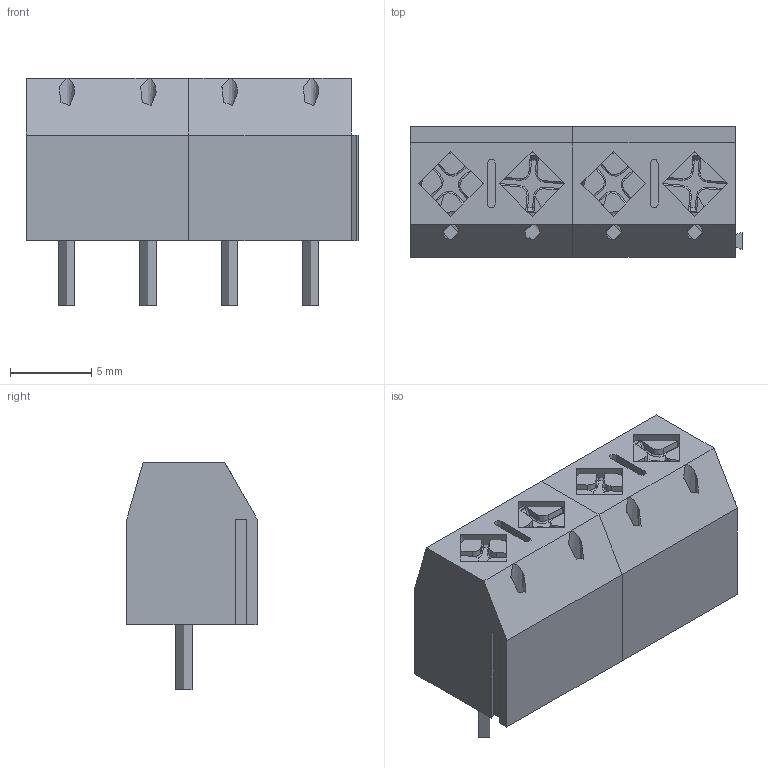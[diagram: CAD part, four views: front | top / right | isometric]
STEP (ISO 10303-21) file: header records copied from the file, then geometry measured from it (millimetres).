
FILE_DESCRIPTION(('FreeCAD Model'),'2;1');
FILE_NAME('2er_Buchse_sp.step', '2020-07-29T13:11:48',('kicad StepUp'),('ksu MCAD'), 'Open CASCADE STEP processor 7.3','FreeCAD','Unknown');
FILE_SCHEMA(('AUTOMOTIVE_DESIGN { 1 0 10303 214 1 1 1 1 }'));
Length unit declared in the file: millimetre
Products named in the file (1): 2er_Buchse_sp
Bounding box: 20.4 x 8 x 14 mm (x, y, z)
Volume: 1106.2 mm3
Topology: 1 solids, 5 shells, 414 faces, 1078 edges, 684 vertices
Faces by surface type: plane 230, cylinder 160, torus 16, sphere 8
Full cylindrical faces by diameter (mm): 1 x8, 2.4 x8, 3 x4, 3.9 x4, 4 x4
Entity records: 16575 total; most frequent: CARTESIAN_POINT 3309, DIRECTION 2224, ORIENTED_EDGE 2140, EDGE_CURVE 1070, AXIS2_PLACEMENT_3D 771, VERTEX_POINT 684, LINE 682, VECTOR 682
